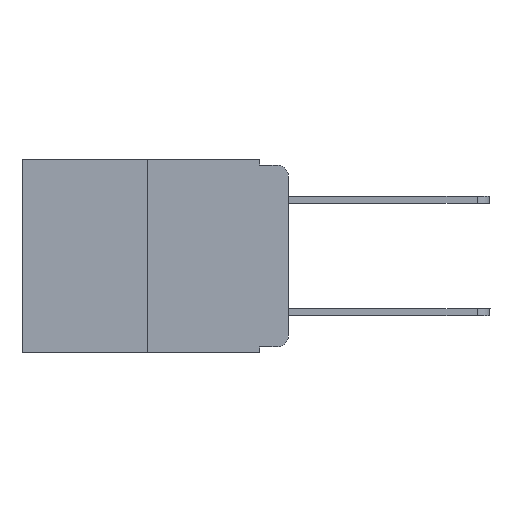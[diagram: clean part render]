
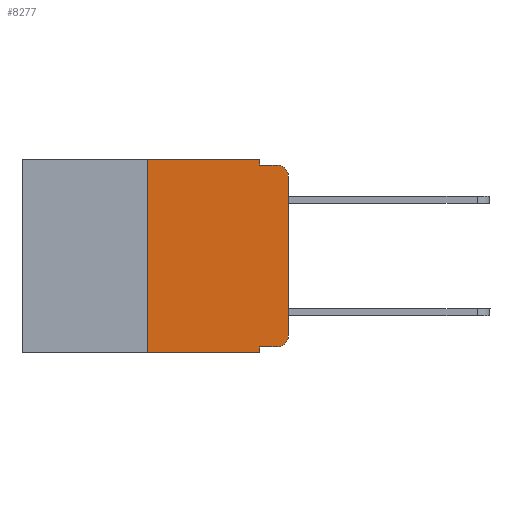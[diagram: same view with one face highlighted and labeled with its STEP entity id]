
A CAD part, left-side view. The second image highlights one B-rep face of the part: STEP entity #8277.
In plain terms, the highlighted planar face has unit normal (-1, 0, 0).
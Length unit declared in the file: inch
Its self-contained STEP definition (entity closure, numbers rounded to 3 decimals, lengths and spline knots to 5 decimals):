
#180 = LINE ( 'NONE', #5579, #12302 ) ;
#285 = EDGE_CURVE ( 'NONE', #11601, #5765, #7342, .T. ) ;
#431 = CIRCLE ( 'NONE', #11774, 0.02 ) ;
#547 = DIRECTION ( 'NONE',  ( 0., 0., -1. ) ) ;
#630 = PLANE ( 'NONE',  #6947 ) ;
#751 = DIRECTION ( 'NONE',  ( 0., 0., 1. ) ) ;
#951 = ORIENTED_EDGE ( 'NONE', *, *, #1207, .T. ) ;
#1055 = EDGE_LOOP ( 'NONE', ( #1693, #1567, #3073, #11531, #13216, #4596, #951, #2433, #1524, #1981 ) ) ;
#1142 = CARTESIAN_POINT ( 'NONE',  ( 0., 0.051, -0.01 ) ) ;
#1207 = EDGE_CURVE ( 'NONE', #11601, #12000, #13051, .T. ) ;
#1320 = CARTESIAN_POINT ( 'NONE',  ( 0., 0., -0.313 ) ) ;
#1524 = ORIENTED_EDGE ( 'NONE', *, *, #8322, .T. ) ;
#1567 = ORIENTED_EDGE ( 'NONE', *, *, #6704, .T. ) ;
#1693 = ORIENTED_EDGE ( 'NONE', *, *, #10527, .T. ) ;
#1845 = CARTESIAN_POINT ( 'NONE',  ( 0., 0., -0.03 ) ) ;
#1981 = ORIENTED_EDGE ( 'NONE', *, *, #9740, .T. ) ;
#2182 = LINE ( 'NONE', #8672, #3641 ) ;
#2302 = CARTESIAN_POINT ( 'NONE',  ( 0., 0.25, 0. ) ) ;
#2336 = DIRECTION ( 'NONE',  ( 0., 0., -1. ) ) ;
#2433 = ORIENTED_EDGE ( 'NONE', *, *, #2780, .F. ) ;
#2590 = AXIS2_PLACEMENT_3D ( 'NONE', #10137, #10225, #8072 ) ;
#2715 = DIRECTION ( 'NONE',  ( 0., 0., -1. ) ) ;
#2768 = DIRECTION ( 'NONE',  ( 1., 0., 0. ) ) ;
#2780 = EDGE_CURVE ( 'NONE', #3110, #12000, #2182, .T. ) ;
#3073 = ORIENTED_EDGE ( 'NONE', *, *, #7985, .F. ) ;
#3110 = VERTEX_POINT ( 'NONE', #7211 ) ;
#3342 = DIRECTION ( 'NONE',  ( 0., 0., 1. ) ) ;
#3641 = VECTOR ( 'NONE', #2336, 39.37008 ) ;
#3697 = DIRECTION ( 'NONE',  ( 0., -1., 0. ) ) ;
#3724 = CARTESIAN_POINT ( 'NONE',  ( 0., 0.02, -0.03 ) ) ;
#4045 = CARTESIAN_POINT ( 'NONE',  ( 0., 0.25, -0.343 ) ) ;
#4347 = FACE_OUTER_BOUND ( 'NONE', #1055, .T. ) ;
#4596 = ORIENTED_EDGE ( 'NONE', *, *, #285, .F. ) ;
#4818 = CARTESIAN_POINT ( 'NONE',  ( 0., 0.051, -0.333 ) ) ;
#4983 = LINE ( 'NONE', #1142, #12043 ) ;
#5290 = VECTOR ( 'NONE', #547, 39.37008 ) ;
#5367 = CARTESIAN_POINT ( 'NONE',  ( 0., 0.25, 0. ) ) ;
#5397 = LINE ( 'NONE', #11187, #6880 ) ;
#5419 = VERTEX_POINT ( 'NONE', #13480 ) ;
#5579 = CARTESIAN_POINT ( 'NONE',  ( 0., 0.473, 0. ) ) ;
#5765 = VERTEX_POINT ( 'NONE', #5367 ) ;
#5781 = DIRECTION ( 'NONE',  ( 0., -1., 0. ) ) ;
#6047 = CARTESIAN_POINT ( 'NONE',  ( 0., 0.02, -0.333 ) ) ;
#6369 = CARTESIAN_POINT ( 'NONE',  ( 0., 0.051, -0.343 ) ) ;
#6704 = EDGE_CURVE ( 'NONE', #10514, #7316, #431, .T. ) ;
#6789 = CARTESIAN_POINT ( 'NONE',  ( 0., 0.473, 0. ) ) ;
#6880 = VECTOR ( 'NONE', #751, 39.37008 ) ;
#6947 = AXIS2_PLACEMENT_3D ( 'NONE', #6789, #2768, #11154 ) ;
#7211 = CARTESIAN_POINT ( 'NONE',  ( 0., 0.051, -0.333 ) ) ;
#7297 = LINE ( 'NONE', #11803, #5290 ) ;
#7316 = VERTEX_POINT ( 'NONE', #7521 ) ;
#7342 = LINE ( 'NONE', #2302, #8134 ) ;
#7521 = CARTESIAN_POINT ( 'NONE',  ( 0., 0.02, -0.01 ) ) ;
#7985 = EDGE_CURVE ( 'NONE', #10990, #7316, #4983, .T. ) ;
#8072 = DIRECTION ( 'NONE',  ( 0., 0., -1. ) ) ;
#8134 = VECTOR ( 'NONE', #3342, 39.37008 ) ;
#8208 = EDGE_CURVE ( 'NONE', #5419, #10990, #7297, .T. ) ;
#8277 = ADVANCED_FACE ( 'NONE', ( #4347 ), #630, .F. ) ;
#8322 = EDGE_CURVE ( 'NONE', #3110, #13103, #10061, .T. ) ;
#8672 = CARTESIAN_POINT ( 'NONE',  ( 0., 0.051, 0. ) ) ;
#9740 = EDGE_CURVE ( 'NONE', #13103, #11687, #12656, .T. ) ;
#10061 = LINE ( 'NONE', #4818, #13200 ) ;
#10137 = CARTESIAN_POINT ( 'NONE',  ( 0., 0.02, -0.313 ) ) ;
#10225 = DIRECTION ( 'NONE',  ( -1., 0., 0. ) ) ;
#10240 = VECTOR ( 'NONE', #12891, 39.37008 ) ;
#10373 = EDGE_CURVE ( 'NONE', #5765, #5419, #180, .T. ) ;
#10514 = VERTEX_POINT ( 'NONE', #1845 ) ;
#10527 = EDGE_CURVE ( 'NONE', #11687, #10514, #5397, .T. ) ;
#10990 = VERTEX_POINT ( 'NONE', #12597 ) ;
#11154 = DIRECTION ( 'NONE',  ( 0., 0., -1. ) ) ;
#11187 = CARTESIAN_POINT ( 'NONE',  ( 0., 0., 0. ) ) ;
#11531 = ORIENTED_EDGE ( 'NONE', *, *, #8208, .F. ) ;
#11601 = VERTEX_POINT ( 'NONE', #4045 ) ;
#11687 = VERTEX_POINT ( 'NONE', #1320 ) ;
#11696 = CARTESIAN_POINT ( 'NONE',  ( 0., 0.473, -0.343 ) ) ;
#11774 = AXIS2_PLACEMENT_3D ( 'NONE', #3724, #12107, #2715 ) ;
#11803 = CARTESIAN_POINT ( 'NONE',  ( 0., 0.051, 0. ) ) ;
#12000 = VERTEX_POINT ( 'NONE', #6369 ) ;
#12043 = VECTOR ( 'NONE', #12634, 39.37008 ) ;
#12107 = DIRECTION ( 'NONE',  ( -1., 0., 0. ) ) ;
#12302 = VECTOR ( 'NONE', #3697, 39.37008 ) ;
#12597 = CARTESIAN_POINT ( 'NONE',  ( 0., 0.051, -0.01 ) ) ;
#12634 = DIRECTION ( 'NONE',  ( 0., -1., 0. ) ) ;
#12656 = CIRCLE ( 'NONE', #2590, 0.02 ) ;
#12891 = DIRECTION ( 'NONE',  ( 0., -1., 0. ) ) ;
#13051 = LINE ( 'NONE', #11696, #10240 ) ;
#13103 = VERTEX_POINT ( 'NONE', #6047 ) ;
#13200 = VECTOR ( 'NONE', #5781, 39.37008 ) ;
#13216 = ORIENTED_EDGE ( 'NONE', *, *, #10373, .F. ) ;
#13480 = CARTESIAN_POINT ( 'NONE',  ( 0., 0.051, 0. ) ) ;
